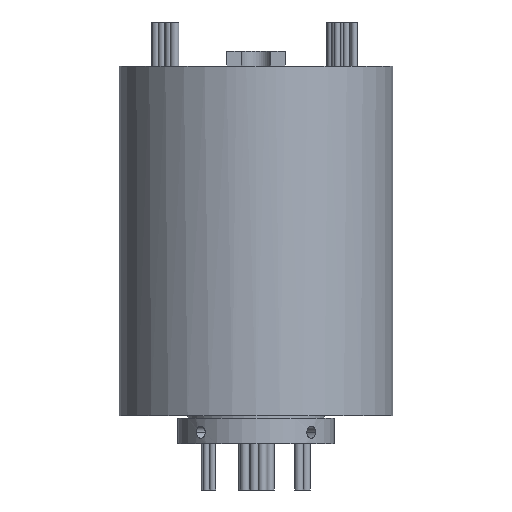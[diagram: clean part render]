
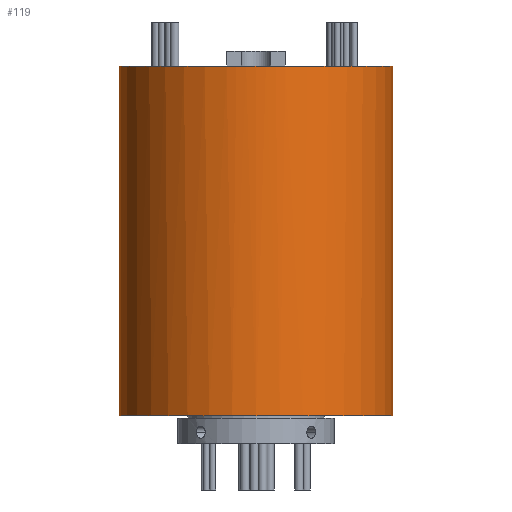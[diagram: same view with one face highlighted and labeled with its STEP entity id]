
A CAD part, front view. The second image highlights one B-rep face of the part: STEP entity #119.
In plain terms, the highlighted cylindrical face has radius 28 mm (diameter 56 mm), a partial arc.
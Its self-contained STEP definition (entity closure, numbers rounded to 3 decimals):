
#109 = CARTESIAN_POINT ( 'NONE',  ( -28., 0., 77.2 ) ) ;
#119 = ADVANCED_FACE ( 'NONE', ( #5729 ), #2373, .T. ) ;
#204 = VECTOR ( 'NONE', #1587, 1000. ) ;
#611 = CIRCLE ( 'NONE', #3174, 28. ) ;
#920 = ORIENTED_EDGE ( 'NONE', *, *, #6828, .T. ) ;
#1260 = VERTEX_POINT ( 'NONE', #6473 ) ;
#1377 = CARTESIAN_POINT ( 'NONE',  ( 28., 0., 77.2 ) ) ;
#1395 = DIRECTION ( 'NONE',  ( -1., 0., 0. ) ) ;
#1412 = AXIS2_PLACEMENT_3D ( 'NONE', #3718, #8124, #4359 ) ;
#1417 = ORIENTED_EDGE ( 'NONE', *, *, #1701, .F. ) ;
#1555 = VERTEX_POINT ( 'NONE', #7042 ) ;
#1587 = DIRECTION ( 'NONE',  ( 0., 0., -1. ) ) ;
#1609 = CARTESIAN_POINT ( 'NONE',  ( 0., 0., 77.2 ) ) ;
#1701 = EDGE_CURVE ( 'NONE', #1260, #5827, #6735, .T. ) ;
#1857 = CARTESIAN_POINT ( 'NONE',  ( 0., 0., 77.2 ) ) ;
#1902 = VERTEX_POINT ( 'NONE', #3375 ) ;
#2123 = ORIENTED_EDGE ( 'NONE', *, *, #3804, .F. ) ;
#2246 = DIRECTION ( 'NONE',  ( 1., 0., 0. ) ) ;
#2373 = CYLINDRICAL_SURFACE ( 'NONE', #2827, 28. ) ;
#2490 = DIRECTION ( 'NONE',  ( 1., 0., 0. ) ) ;
#2827 = AXIS2_PLACEMENT_3D ( 'NONE', #6763, #4386, #1395 ) ;
#2914 = CIRCLE ( 'NONE', #1412, 28. ) ;
#3071 = CARTESIAN_POINT ( 'NONE',  ( 0., 0., 5.7 ) ) ;
#3174 = AXIS2_PLACEMENT_3D ( 'NONE', #3303, #7711, #3939 ) ;
#3303 = CARTESIAN_POINT ( 'NONE',  ( 0., 0., 77.2 ) ) ;
#3375 = CARTESIAN_POINT ( 'NONE',  ( -28., 0., 5.7 ) ) ;
#3469 = AXIS2_PLACEMENT_3D ( 'NONE', #3071, #7490, #3710 ) ;
#3475 = CARTESIAN_POINT ( 'NONE',  ( 28., 0., 5.7 ) ) ;
#3524 = EDGE_CURVE ( 'NONE', #1902, #6975, #5316, .T. ) ;
#3528 = LINE ( 'NONE', #7242, #204 ) ;
#3710 = DIRECTION ( 'NONE',  ( 1., 0., 0. ) ) ;
#3718 = CARTESIAN_POINT ( 'NONE',  ( 0., 0., 77.2 ) ) ;
#3786 = VERTEX_POINT ( 'NONE', #5345 ) ;
#3804 = EDGE_CURVE ( 'NONE', #7969, #6975, #3528, .T. ) ;
#3816 = EDGE_CURVE ( 'NONE', #3786, #7969, #5010, .T. ) ;
#3939 = DIRECTION ( 'NONE',  ( 1., 0., 0. ) ) ;
#4359 = DIRECTION ( 'NONE',  ( 1., 0., 0. ) ) ;
#4386 = DIRECTION ( 'NONE',  ( 0., 0., -1. ) ) ;
#4558 = EDGE_CURVE ( 'NONE', #5827, #1555, #2914, .T. ) ;
#5010 = CIRCLE ( 'NONE', #6682, 28. ) ;
#5059 = VECTOR ( 'NONE', #6425, 1000. ) ;
#5316 = CIRCLE ( 'NONE', #3469, 28. ) ;
#5345 = CARTESIAN_POINT ( 'NONE',  ( 6., -27.35, 77.2 ) ) ;
#5729 = FACE_OUTER_BOUND ( 'NONE', #6696, .T. ) ;
#5827 = VERTEX_POINT ( 'NONE', #6085 ) ;
#6025 = DIRECTION ( 'NONE',  ( 0., 0., 1. ) ) ;
#6085 = CARTESIAN_POINT ( 'NONE',  ( -6., -27.35, 77.2 ) ) ;
#6279 = DIRECTION ( 'NONE',  ( 0., 0., 1. ) ) ;
#6425 = DIRECTION ( 'NONE',  ( 0., 0., -1. ) ) ;
#6461 = ORIENTED_EDGE ( 'NONE', *, *, #3816, .F. ) ;
#6473 = CARTESIAN_POINT ( 'NONE',  ( -28., 0., 77.2 ) ) ;
#6682 = AXIS2_PLACEMENT_3D ( 'NONE', #1609, #6025, #2246 ) ;
#6696 = EDGE_LOOP ( 'NONE', ( #2123, #6461, #7087, #7009, #1417, #920, #7272 ) ) ;
#6732 = LINE ( 'NONE', #109, #5059 ) ;
#6735 = CIRCLE ( 'NONE', #7788, 28. ) ;
#6763 = CARTESIAN_POINT ( 'NONE',  ( 0., 0., 77.2 ) ) ;
#6828 = EDGE_CURVE ( 'NONE', #1260, #1902, #6732, .T. ) ;
#6975 = VERTEX_POINT ( 'NONE', #3475 ) ;
#7009 = ORIENTED_EDGE ( 'NONE', *, *, #4558, .F. ) ;
#7042 = CARTESIAN_POINT ( 'NONE',  ( 0., -28., 77.2 ) ) ;
#7087 = ORIENTED_EDGE ( 'NONE', *, *, #8003, .F. ) ;
#7242 = CARTESIAN_POINT ( 'NONE',  ( 28., 0., 77.2 ) ) ;
#7272 = ORIENTED_EDGE ( 'NONE', *, *, #3524, .T. ) ;
#7490 = DIRECTION ( 'NONE',  ( 0., 0., 1. ) ) ;
#7711 = DIRECTION ( 'NONE',  ( 0., 0., 1. ) ) ;
#7788 = AXIS2_PLACEMENT_3D ( 'NONE', #1857, #6279, #2490 ) ;
#7969 = VERTEX_POINT ( 'NONE', #1377 ) ;
#8003 = EDGE_CURVE ( 'NONE', #1555, #3786, #611, .T. ) ;
#8124 = DIRECTION ( 'NONE',  ( 0., 0., 1. ) ) ;
